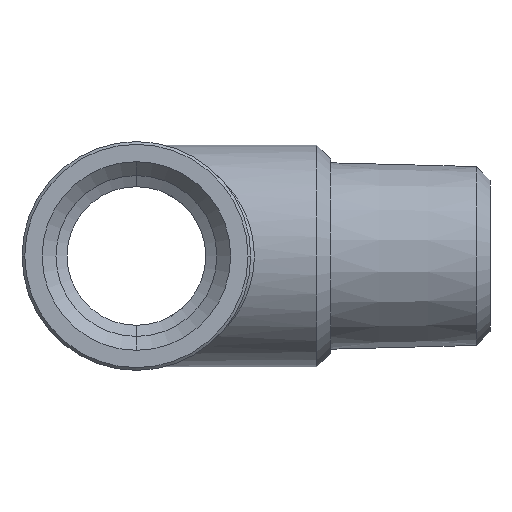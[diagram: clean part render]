
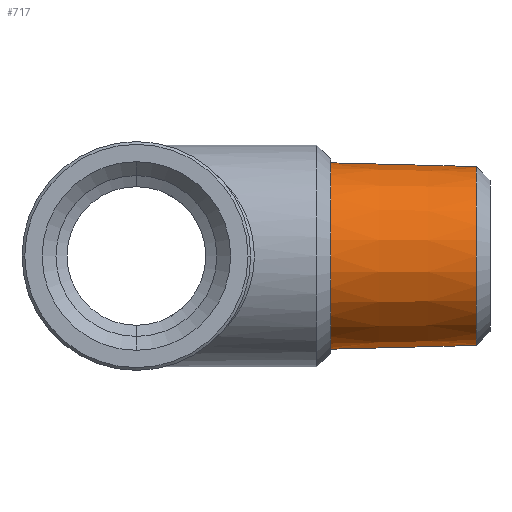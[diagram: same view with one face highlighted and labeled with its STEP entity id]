
A CAD part, left-side view. The second image highlights one B-rep face of the part: STEP entity #717.
In plain terms, the highlighted conical face has half-angle 1.47 degrees and reference radius 6.72 mm.
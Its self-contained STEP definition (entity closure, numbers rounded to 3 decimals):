
#21 = CIRCLE ( 'NONE', #28, 6.72 ) ;
#25 = CIRCLE ( 'NONE', #32, 6.45 ) ;
#28 = AXIS2_PLACEMENT_3D ( 'NONE', #1259, #1260, #1261 ) ;
#32 = AXIS2_PLACEMENT_3D ( 'NONE', #1265, #1266, #1267 ) ;
#101 = LINE ( 'NONE', #1389, #618 ) ;
#102 = LINE ( 'NONE', #1397, #612 ) ;
#167 = FACE_OUTER_BOUND ( 'NONE', #886, .T. ) ;
#244 = CONICAL_SURFACE ( 'NONE', #248, 6.72, 0.026 ) ;
#248 = AXIS2_PLACEMENT_3D ( 'NONE', #1156, #1157, #1158 ) ;
#322 = EDGE_CURVE ( 'NONE', #879, #825, #101, .T. ) ;
#325 = EDGE_CURVE ( 'NONE', #880, #828, #102, .T. ) ;
#612 = VECTOR ( 'NONE', #1398, 1000. ) ;
#618 = VECTOR ( 'NONE', #1390, 1000. ) ;
#717 = ADVANCED_FACE ( 'NONE', ( #167 ), #244, .T. ) ;
#752 = EDGE_CURVE ( 'NONE', #825, #828, #21, .T. ) ;
#754 = EDGE_CURVE ( 'NONE', #879, #880, #25, .T. ) ;
#825 = VERTEX_POINT ( 'NONE', #1284 ) ;
#828 = VERTEX_POINT ( 'NONE', #1287 ) ;
#879 = VERTEX_POINT ( 'NONE', #1338 ) ;
#880 = VERTEX_POINT ( 'NONE', #1339 ) ;
#886 = EDGE_LOOP ( 'NONE', ( #1045, #1046, #1047, #1044 ) ) ;
#1044 = ORIENTED_EDGE ( 'NONE', *, *, #752, .T. ) ;
#1045 = ORIENTED_EDGE ( 'NONE', *, *, #325, .F. ) ;
#1046 = ORIENTED_EDGE ( 'NONE', *, *, #754, .F. ) ;
#1047 = ORIENTED_EDGE ( 'NONE', *, *, #322, .T. ) ;
#1156 = CARTESIAN_POINT ( 'NONE',  ( 0., -14., 0. ) ) ;
#1157 = DIRECTION ( 'NONE',  ( 0., 1., 0. ) ) ;
#1158 = DIRECTION ( 'NONE',  ( 0., 0., 1. ) ) ;
#1259 = CARTESIAN_POINT ( 'NONE',  ( 0., -14., 0. ) ) ;
#1260 = DIRECTION ( 'NONE',  ( 0., -1., 0. ) ) ;
#1261 = DIRECTION ( 'NONE',  ( 0., 0., -1. ) ) ;
#1265 = CARTESIAN_POINT ( 'NONE',  ( 0., -24.5, 0. ) ) ;
#1266 = DIRECTION ( 'NONE',  ( 0., -1., 0. ) ) ;
#1267 = DIRECTION ( 'NONE',  ( 0., 0., -1. ) ) ;
#1284 = CARTESIAN_POINT ( 'NONE',  ( 0., -14., 6.72 ) ) ;
#1287 = CARTESIAN_POINT ( 'NONE',  ( 0., -14., -6.72 ) ) ;
#1338 = CARTESIAN_POINT ( 'NONE',  ( 0., -24.5, 6.45 ) ) ;
#1339 = CARTESIAN_POINT ( 'NONE',  ( 0., -24.5, -6.45 ) ) ;
#1389 = CARTESIAN_POINT ( 'NONE',  ( 0., -14., 6.72 ) ) ;
#1390 = DIRECTION ( 'NONE',  ( 0., 1., 0.026 ) ) ;
#1397 = CARTESIAN_POINT ( 'NONE',  ( 0., -14., -6.72 ) ) ;
#1398 = DIRECTION ( 'NONE',  ( 0., 1., -0.026 ) ) ;
